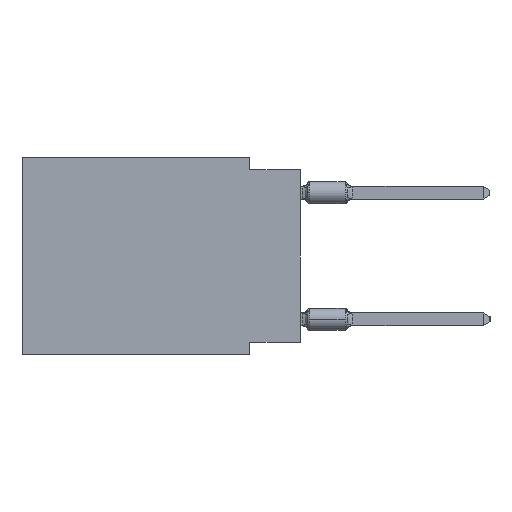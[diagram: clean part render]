
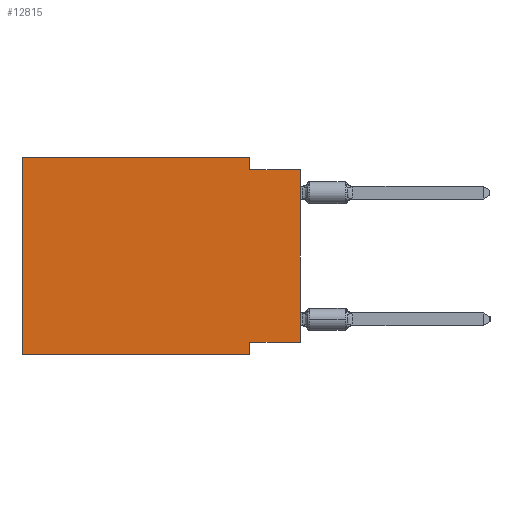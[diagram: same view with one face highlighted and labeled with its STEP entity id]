
A CAD part, left-side view. The second image highlights one B-rep face of the part: STEP entity #12815.
In plain terms, the highlighted planar face has unit normal (-1, 0, 0).
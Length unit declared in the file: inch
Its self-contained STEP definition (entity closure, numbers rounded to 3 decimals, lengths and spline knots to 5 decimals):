
#722 = EDGE_LOOP ( 'NONE', ( #52963, #18126, #38708, #28268, #25805, #52674, #4618, #1361 ) ) ;
#862 = DIRECTION ( 'NONE',  ( 0., 0., 1. ) ) ;
#1361 = ORIENTED_EDGE ( 'NONE', *, *, #21407, .F. ) ;
#1860 = CARTESIAN_POINT ( 'NONE',  ( 0., 0.1, 0. ) ) ;
#3688 = EDGE_CURVE ( 'NONE', #41553, #8957, #32388, .T. ) ;
#4410 = LINE ( 'NONE', #20961, #19076 ) ;
#4618 = ORIENTED_EDGE ( 'NONE', *, *, #3688, .F. ) ;
#4669 = VERTEX_POINT ( 'NONE', #29453 ) ;
#6451 = LINE ( 'NONE', #1860, #51899 ) ;
#6472 = DIRECTION ( 'NONE',  ( 0., 0., 1. ) ) ;
#7224 = DIRECTION ( 'NONE',  ( 0., -1., 0. ) ) ;
#7447 = CARTESIAN_POINT ( 'NONE',  ( 0., 0., -0.365 ) ) ;
#7810 = VERTEX_POINT ( 'NONE', #34115 ) ;
#8957 = VERTEX_POINT ( 'NONE', #50661 ) ;
#12815 = ADVANCED_FACE ( 'NONE', ( #47301 ), #18257, .F. ) ;
#13309 = VECTOR ( 'NONE', #28633, 39.37008 ) ;
#13655 = DIRECTION ( 'NONE',  ( 1., 0., 0. ) ) ;
#14513 = LINE ( 'NONE', #21856, #52549 ) ;
#15095 = VECTOR ( 'NONE', #33916, 39.37008 ) ;
#15342 = EDGE_CURVE ( 'NONE', #48915, #41596, #4410, .T. ) ;
#15360 = CARTESIAN_POINT ( 'NONE',  ( 0., 0.55, 0. ) ) ;
#16350 = CARTESIAN_POINT ( 'NONE',  ( 0., 0.1, -0.365 ) ) ;
#17465 = DIRECTION ( 'NONE',  ( 0., 0., -1. ) ) ;
#17845 = VECTOR ( 'NONE', #7224, 39.37008 ) ;
#18126 = ORIENTED_EDGE ( 'NONE', *, *, #34598, .F. ) ;
#18257 = PLANE ( 'NONE',  #30183 ) ;
#19076 = VECTOR ( 'NONE', #6472, 39.37008 ) ;
#20501 = VERTEX_POINT ( 'NONE', #15360 ) ;
#20961 = CARTESIAN_POINT ( 'NONE',  ( 0., 0., 0. ) ) ;
#21407 = EDGE_CURVE ( 'NONE', #48915, #41553, #41113, .T. ) ;
#21856 = CARTESIAN_POINT ( 'NONE',  ( 0., 0.55, -0.39 ) ) ;
#22208 = EDGE_CURVE ( 'NONE', #20501, #40077, #49647, .T. ) ;
#22687 = VECTOR ( 'NONE', #862, 39.37008 ) ;
#23015 = DIRECTION ( 'NONE',  ( 0., 0., -1. ) ) ;
#25487 = CARTESIAN_POINT ( 'NONE',  ( 0., 0.55, 0. ) ) ;
#25593 = CARTESIAN_POINT ( 'NONE',  ( 0., 0.1, 0. ) ) ;
#25805 = ORIENTED_EDGE ( 'NONE', *, *, #31987, .F. ) ;
#26415 = CARTESIAN_POINT ( 'NONE',  ( 0., 0.55, 0. ) ) ;
#27339 = EDGE_CURVE ( 'NONE', #40077, #7810, #6451, .T. ) ;
#28268 = ORIENTED_EDGE ( 'NONE', *, *, #22208, .F. ) ;
#28633 = DIRECTION ( 'NONE',  ( 0., 1., 0. ) ) ;
#29453 = CARTESIAN_POINT ( 'NONE',  ( 0., 0.55, -0.39 ) ) ;
#29903 = CARTESIAN_POINT ( 'NONE',  ( 0., 0.55, 0. ) ) ;
#30183 = AXIS2_PLACEMENT_3D ( 'NONE', #26415, #13655, #17465 ) ;
#31987 = EDGE_CURVE ( 'NONE', #4669, #20501, #50512, .T. ) ;
#32388 = LINE ( 'NONE', #53247, #49926 ) ;
#33916 = DIRECTION ( 'NONE',  ( 0., -1., 0. ) ) ;
#34115 = CARTESIAN_POINT ( 'NONE',  ( 0., 0.1, -0.025 ) ) ;
#34598 = EDGE_CURVE ( 'NONE', #7810, #41596, #52286, .T. ) ;
#34860 = EDGE_CURVE ( 'NONE', #4669, #8957, #14513, .T. ) ;
#36285 = CARTESIAN_POINT ( 'NONE',  ( 0., 0., -0.025 ) ) ;
#38708 = ORIENTED_EDGE ( 'NONE', *, *, #27339, .F. ) ;
#39457 = CARTESIAN_POINT ( 'NONE',  ( 0., 0., -0.365 ) ) ;
#39502 = DIRECTION ( 'NONE',  ( 0., -1., 0. ) ) ;
#40077 = VERTEX_POINT ( 'NONE', #25593 ) ;
#40261 = DIRECTION ( 'NONE',  ( 0., 0., -1. ) ) ;
#41113 = LINE ( 'NONE', #7447, #13309 ) ;
#41553 = VERTEX_POINT ( 'NONE', #16350 ) ;
#41596 = VERTEX_POINT ( 'NONE', #46482 ) ;
#46482 = CARTESIAN_POINT ( 'NONE',  ( 0., 0., -0.025 ) ) ;
#47301 = FACE_OUTER_BOUND ( 'NONE', #722, .T. ) ;
#48915 = VERTEX_POINT ( 'NONE', #39457 ) ;
#49647 = LINE ( 'NONE', #25487, #15095 ) ;
#49926 = VECTOR ( 'NONE', #40261, 39.37008 ) ;
#50512 = LINE ( 'NONE', #29903, #22687 ) ;
#50661 = CARTESIAN_POINT ( 'NONE',  ( 0., 0.1, -0.39 ) ) ;
#51899 = VECTOR ( 'NONE', #23015, 39.37008 ) ;
#52286 = LINE ( 'NONE', #36285, #17845 ) ;
#52549 = VECTOR ( 'NONE', #39502, 39.37008 ) ;
#52674 = ORIENTED_EDGE ( 'NONE', *, *, #34860, .T. ) ;
#52963 = ORIENTED_EDGE ( 'NONE', *, *, #15342, .T. ) ;
#53247 = CARTESIAN_POINT ( 'NONE',  ( 0., 0.1, -0.39 ) ) ;
